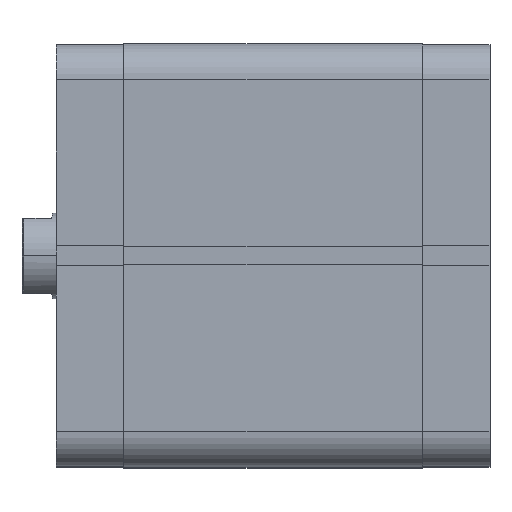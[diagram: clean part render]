
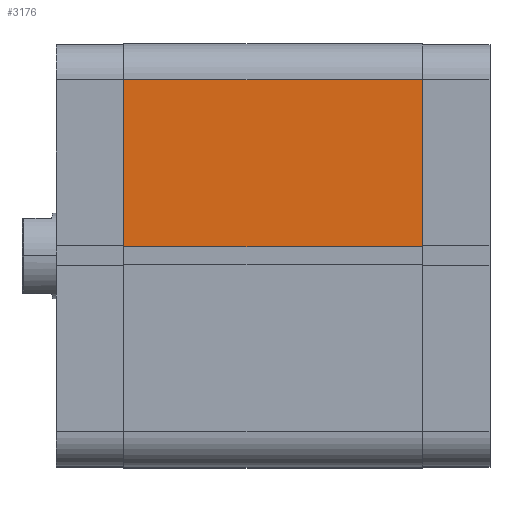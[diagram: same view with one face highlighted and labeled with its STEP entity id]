
A CAD part, top view. The second image highlights one B-rep face of the part: STEP entity #3176.
In plain terms, the highlighted face is planar.
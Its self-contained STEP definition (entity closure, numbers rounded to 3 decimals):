
#342 = AXIS2_PLACEMENT_3D ( 'NONE', #4952, #4954, #4955 ) ;
#972 = ORIENTED_EDGE ( 'NONE', *, *, #2472, .T. ) ;
#973 = ORIENTED_EDGE ( 'NONE', *, *, #2612, .T. ) ;
#974 = ORIENTED_EDGE ( 'NONE', *, *, #2470, .F. ) ;
#975 = ORIENTED_EDGE ( 'NONE', *, *, #2611, .F. ) ;
#1505 = LINE ( 'NONE', #6135, #1514 ) ;
#1514 = VECTOR ( 'NONE', #6136, 1000. ) ;
#1521 = LINE ( 'NONE', #6130, #1522 ) ;
#1522 = VECTOR ( 'NONE', #6131, 1000. ) ;
#2160 = EDGE_LOOP ( 'NONE', ( #975, #974, #973, #972 ) ) ;
#2470 = EDGE_CURVE ( 'NONE', #5475, #5462, #1521, .T. ) ;
#2472 = EDGE_CURVE ( 'NONE', #5466, #5489, #1505, .T. ) ;
#2611 = EDGE_CURVE ( 'NONE', #5462, #5489, #3251, .T. ) ;
#2612 = EDGE_CURVE ( 'NONE', #5475, #5466, #3253, .T. ) ;
#3176 = ADVANCED_FACE ( 'NONE', ( #3860 ), #4953, .T. ) ;
#3251 = LINE ( 'NONE', #6360, #3252 ) ;
#3252 = VECTOR ( 'NONE', #6361, 1000. ) ;
#3253 = LINE ( 'NONE', #6362, #3254 ) ;
#3254 = VECTOR ( 'NONE', #6363, 1000. ) ;
#3860 = FACE_OUTER_BOUND ( 'NONE', #2160, .T. ) ;
#4952 = CARTESIAN_POINT ( 'NONE',  ( -51.5, 62., -87.5 ) ) ;
#4953 = PLANE ( 'NONE',  #342 ) ;
#4954 = DIRECTION ( 'NONE',  ( 0., 1., 0. ) ) ;
#4955 = DIRECTION ( 'NONE',  ( 0., 0., 1. ) ) ;
#5242 = CARTESIAN_POINT ( 'NONE',  ( -2.6, 62., 0. ) ) ;
#5246 = CARTESIAN_POINT ( 'NONE',  ( -51.5, 62., -87.5 ) ) ;
#5255 = CARTESIAN_POINT ( 'NONE',  ( -2.6, 62., -87.5 ) ) ;
#5269 = CARTESIAN_POINT ( 'NONE',  ( -51.5, 62., 0. ) ) ;
#5462 = VERTEX_POINT ( 'NONE', #5242 ) ;
#5466 = VERTEX_POINT ( 'NONE', #5246 ) ;
#5475 = VERTEX_POINT ( 'NONE', #5255 ) ;
#5489 = VERTEX_POINT ( 'NONE', #5269 ) ;
#6130 = CARTESIAN_POINT ( 'NONE',  ( -2.6, 62., -87.5 ) ) ;
#6131 = DIRECTION ( 'NONE',  ( 0., 0., 1. ) ) ;
#6135 = CARTESIAN_POINT ( 'NONE',  ( -51.5, 62., -87.5 ) ) ;
#6136 = DIRECTION ( 'NONE',  ( 0., 0., 1. ) ) ;
#6360 = CARTESIAN_POINT ( 'NONE',  ( -51.5, 62., 0. ) ) ;
#6361 = DIRECTION ( 'NONE',  ( -1., 0., 0. ) ) ;
#6362 = CARTESIAN_POINT ( 'NONE',  ( -51.5, 62., -87.5 ) ) ;
#6363 = DIRECTION ( 'NONE',  ( -1., 0., 0. ) ) ;
